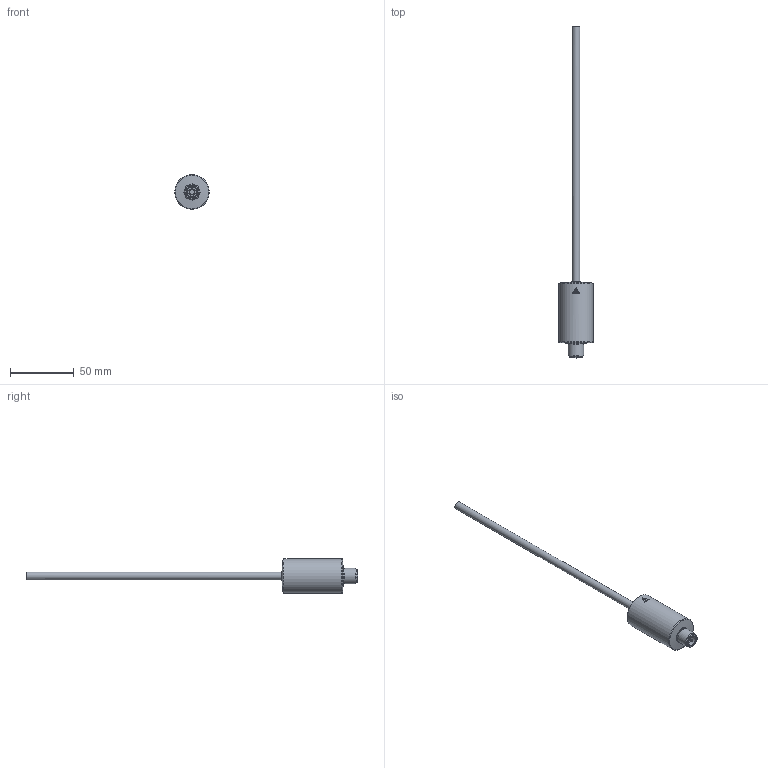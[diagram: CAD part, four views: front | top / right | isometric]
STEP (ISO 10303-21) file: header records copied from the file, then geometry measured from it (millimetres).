
FILE_DESCRIPTION(/* description */ (''),/* implementation_level */ '2;1');
FILE_NAME(/* name */ 'FXFF006',/* time_stamp */ '2017-03-13T13:26:24+01:00',/* author */ ('Zimmermann'),/* organization */ ('wenglor fluid GmbH'),/* preprocessor_version */ 'ST-DEVELOPER v16.7',/* originating_system */ 'DEX',/* authorisation */ $);
FILE_SCHEMA (('AUTOMOTIVE_DESIGN {1 0 10303 214 3 1 1}'));
Length unit declared in the file: millimetre
Products named in the file (1): TK_FXFF006
Bounding box: 27 x 259.9 x 27 mm (x, y, z)
Volume: 33459.1 mm3; surface area: 10220.5 mm2
Topology: 1 solids, 2 shells, 81 faces, 198 edges, 127 vertices
Faces by surface type: cylinder 33, plane 33, cone 9, torus 6
Full cylindrical faces by diameter (mm): 1 x4, 6 x1, 8.3 x1, 9.4 x1, 9.5 x1, 9.9 x1, 10 x1, 10.5 x1, 12 x2, 27 x1
Entity records: 2825 total; most frequent: DIRECTION 421, CARTESIAN_POINT 371, ORIENTED_EDGE 326, AXIS2_PLACEMENT_3D 176, EDGE_CURVE 163, VERTEX_POINT 126, EDGE_LOOP 123, FACE_BOUND 123
